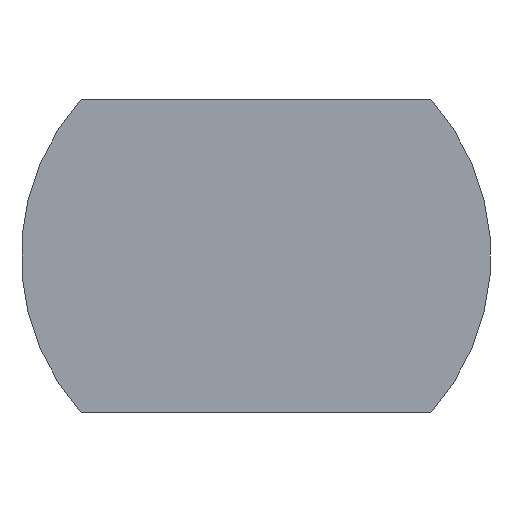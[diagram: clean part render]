
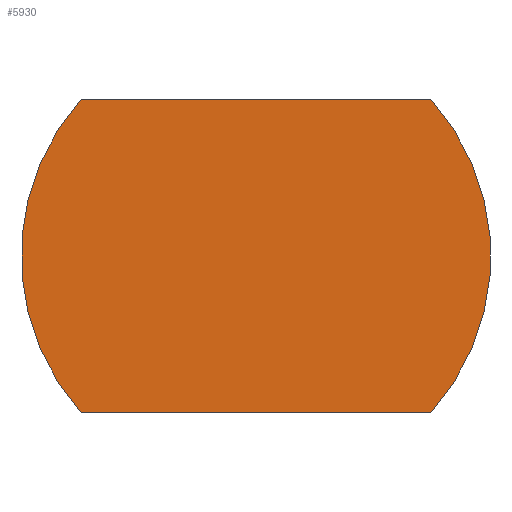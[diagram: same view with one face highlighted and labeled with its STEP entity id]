
A CAD part, front view. The second image highlights one B-rep face of the part: STEP entity #5930.
In plain terms, the highlighted planar face has unit normal (0, -1, 0).
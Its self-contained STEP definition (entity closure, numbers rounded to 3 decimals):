
#2580=CARTESIAN_POINT('',(21.5,13.1,0.));
#2590=DIRECTION('',(0.,1.,0.));
#2600=DIRECTION('',(1.,0.,0.));
#2610=AXIS2_PLACEMENT_3D('',#2580,#2590,#2600);
#2620=CIRCLE('',#2610,3.);
#2630=CARTESIAN_POINT('',(23.5,13.1,-2.236));
#2640=VERTEX_POINT('',#2630);
#2650=CARTESIAN_POINT('',(19.5,13.1,-2.236));
#2660=VERTEX_POINT('',#2650);
#2670=EDGE_CURVE('',#2640,#2660,#2620,.T.);
#3020=CARTESIAN_POINT('',(23.5,13.1,2.236));
#3030=VERTEX_POINT('',#3020);
#3060=CARTESIAN_POINT('',(19.5,13.1,2.236));
#3070=VERTEX_POINT('',#3060);
#3080=EDGE_CURVE('',#3070,#3030,#2620,.T.);
#4460=CARTESIAN_POINT('',(19.5,13.1,0.));
#4470=DIRECTION('',(0.,0.,-1.));
#4480=VECTOR('',#4470,1.);
#4490=LINE('',#4460,#4480);
#4500=EDGE_CURVE('',#3070,#2660,#4490,.T.);
#5770=CARTESIAN_POINT('',(24.,13.1,0.));
#5780=DIRECTION('',(-0.,1.,0.));
#5790=DIRECTION('',(1.,0.,0.));
#5800=AXIS2_PLACEMENT_3D('',#5770,#5780,#5790);
#5810=PLANE('',#5800);
#5820=ORIENTED_EDGE('',*,*,#2670,.F.);
#5830=ORIENTED_EDGE('',*,*,#4500,.T.);
#5840=ORIENTED_EDGE('',*,*,#3080,.F.);
#5850=CARTESIAN_POINT('',(23.5,13.1,0.));
#5860=DIRECTION('',(0.,0.,1.));
#5870=VECTOR('',#5860,1.);
#5880=LINE('',#5850,#5870);
#5890=EDGE_CURVE('',#2640,#3030,#5880,.T.);
#5900=ORIENTED_EDGE('',*,*,#5890,.T.);
#5910=EDGE_LOOP('',(#5900,#5840,#5830,#5820));
#5920=FACE_OUTER_BOUND('',#5910,.T.);
#5930=ADVANCED_FACE('',(#5920),#5810,.F.);
